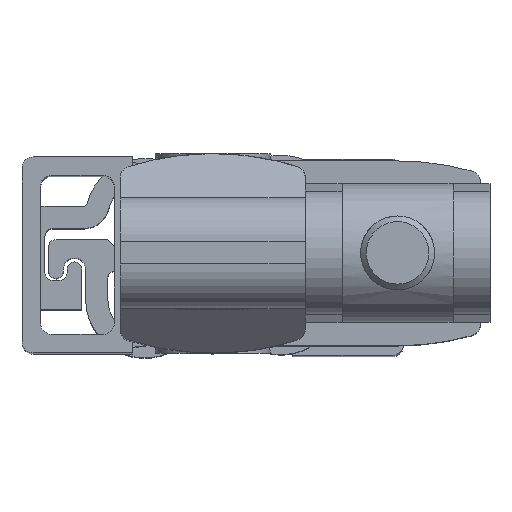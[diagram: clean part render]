
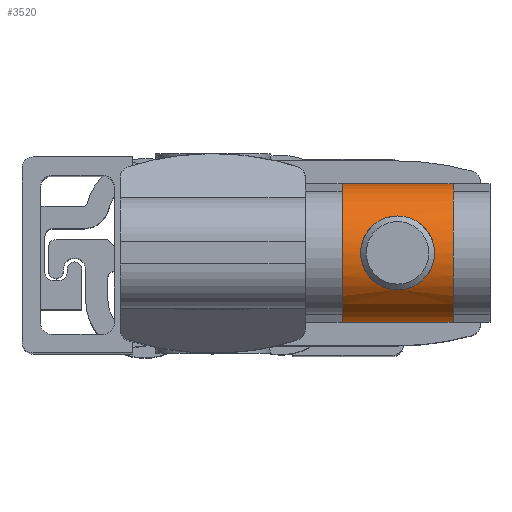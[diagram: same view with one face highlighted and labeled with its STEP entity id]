
A CAD part, top view. The second image highlights one B-rep face of the part: STEP entity #3520.
In plain terms, the highlighted cylindrical face has radius 1.875 mm (diameter 3.75 mm), a partial arc.
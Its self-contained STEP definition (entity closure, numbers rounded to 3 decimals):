
#38=B_SPLINE_CURVE_WITH_KNOTS('',3,(#4973,#4974,#4975,#4976,#4977,#4978,
#4979,#4980,#4981,#4982,#4983),.UNSPECIFIED.,.T.,.F.,(1,1,1,1,1,1,1,1,1,
1,1,1,1,1,1),(-0.002,-0.002,-0.001,
0.,0.001,0.002,0.002,0.003,
0.004,0.005,0.006,0.006,
0.007,0.008,0.009),
 .UNSPECIFIED.);
#49=LINE('',#4964,#320);
#50=LINE('',#4972,#321);
#320=VECTOR('',#4044,1000.);
#321=VECTOR('',#4051,1000.);
#681=CIRCLE('',#3702,1.875);
#682=CIRCLE('',#3703,1.875);
#683=CIRCLE('',#3704,1.875);
#684=CIRCLE('',#3705,1.875);
#685=CIRCLE('',#3706,1.875);
#686=CIRCLE('',#3707,1.875);
#831=ORIENTED_EDGE('',*,*,#1687,.T.);
#832=ORIENTED_EDGE('',*,*,#1688,.T.);
#833=ORIENTED_EDGE('',*,*,#1689,.T.);
#834=ORIENTED_EDGE('',*,*,#1690,.F.);
#835=ORIENTED_EDGE('',*,*,#1691,.F.);
#836=ORIENTED_EDGE('',*,*,#1692,.F.);
#837=ORIENTED_EDGE('',*,*,#1693,.F.);
#838=ORIENTED_EDGE('',*,*,#1694,.T.);
#839=ORIENTED_EDGE('',*,*,#1695,.F.);
#1687=EDGE_CURVE('',#2115,#2116,#681,.T.);
#1688=EDGE_CURVE('',#2116,#2117,#682,.T.);
#1689=EDGE_CURVE('',#2117,#2118,#683,.T.);
#1690=EDGE_CURVE('',#2119,#2118,#49,.T.);
#1691=EDGE_CURVE('',#2120,#2119,#684,.T.);
#1692=EDGE_CURVE('',#2121,#2120,#685,.F.);
#1693=EDGE_CURVE('',#2122,#2121,#686,.T.);
#1694=EDGE_CURVE('',#2122,#2115,#50,.T.);
#1695=EDGE_CURVE('',#2123,#2123,#38,.T.);
#2115=VERTEX_POINT('',#4958);
#2116=VERTEX_POINT('',#4959);
#2117=VERTEX_POINT('',#4961);
#2118=VERTEX_POINT('',#4963);
#2119=VERTEX_POINT('',#4965);
#2120=VERTEX_POINT('',#4967);
#2121=VERTEX_POINT('',#4969);
#2122=VERTEX_POINT('',#4971);
#2123=VERTEX_POINT('',#4984);
#2404=EDGE_LOOP('',(#831,#832,#833,#834,#835,#836,#837,#838));
#2405=EDGE_LOOP('',(#839));
#2597=FACE_BOUND('',#2404,.T.);
#2598=FACE_BOUND('',#2405,.T.);
#2787=CYLINDRICAL_SURFACE('',#3701,1.875);
#3520=ADVANCED_FACE('',(#2597,#2598),#2787,.T.);
#3701=AXIS2_PLACEMENT_3D('',#4956,#4036,#4037);
#3702=AXIS2_PLACEMENT_3D('',#4957,#4038,#4039);
#3703=AXIS2_PLACEMENT_3D('',#4960,#4040,#4041);
#3704=AXIS2_PLACEMENT_3D('',#4962,#4042,#4043);
#3705=AXIS2_PLACEMENT_3D('',#4966,#4045,#4046);
#3706=AXIS2_PLACEMENT_3D('',#4968,#4047,#4048);
#3707=AXIS2_PLACEMENT_3D('',#4970,#4049,#4050);
#4036=DIRECTION('',(-1.,0.,0.));
#4037=DIRECTION('',(0.,0.,1.));
#4038=DIRECTION('',(1.,0.,0.));
#4039=DIRECTION('',(0.,0.,-1.));
#4040=DIRECTION('',(1.,0.,0.));
#4041=DIRECTION('',(0.,0.,-1.));
#4042=DIRECTION('',(1.,0.,0.));
#4043=DIRECTION('',(0.,0.,-1.));
#4044=DIRECTION('',(-1.,0.,0.));
#4045=DIRECTION('',(1.,0.,0.));
#4046=DIRECTION('',(0.,0.,-1.));
#4047=DIRECTION('',(-1.,0.,0.));
#4048=DIRECTION('',(0.,0.,1.));
#4049=DIRECTION('',(1.,0.,0.));
#4050=DIRECTION('',(0.,0.,-1.));
#4051=DIRECTION('',(-1.,0.,0.));
#4956=CARTESIAN_POINT('',(6.5,0.,19.65));
#4957=CARTESIAN_POINT('',(3.5,0.,19.65));
#4958=CARTESIAN_POINT('',(3.5,1.875,19.65));
#4959=CARTESIAN_POINT('',(3.5,1.871,19.767));
#4960=CARTESIAN_POINT('',(3.5,0.,19.65));
#4961=CARTESIAN_POINT('',(3.5,-1.871,19.767));
#4962=CARTESIAN_POINT('',(3.5,0.,19.65));
#4963=CARTESIAN_POINT('',(3.5,-1.875,19.65));
#4964=CARTESIAN_POINT('',(6.5,-1.875,19.65));
#4965=CARTESIAN_POINT('',(6.5,-1.875,19.65));
#4966=CARTESIAN_POINT('',(6.5,0.,19.65));
#4967=CARTESIAN_POINT('',(6.5,-1.871,19.767));
#4968=CARTESIAN_POINT('',(6.5,0.,19.65));
#4969=CARTESIAN_POINT('',(6.5,1.871,19.767));
#4970=CARTESIAN_POINT('',(6.5,0.,19.65));
#4971=CARTESIAN_POINT('',(6.5,1.875,19.65));
#4972=CARTESIAN_POINT('',(6.5,1.875,19.65));
#4973=CARTESIAN_POINT('',(5.782,-0.786,21.391));
#4974=CARTESIAN_POINT('',(6.109,0.,21.592));
#4975=CARTESIAN_POINT('',(5.782,0.784,21.392));
#4976=CARTESIAN_POINT('',(5.004,1.108,21.158));
#4977=CARTESIAN_POINT('',(4.219,0.786,21.391));
#4978=CARTESIAN_POINT('',(3.891,0.005,21.592));
#4979=CARTESIAN_POINT('',(4.217,-0.784,21.393));
#4980=CARTESIAN_POINT('',(4.995,-1.107,21.158));
#4981=CARTESIAN_POINT('',(5.782,-0.786,21.391));
#4982=CARTESIAN_POINT('',(6.109,0.,21.592));
#4983=CARTESIAN_POINT('',(5.782,0.784,21.392));
#4984=CARTESIAN_POINT('',(6.,0.,21.525));
